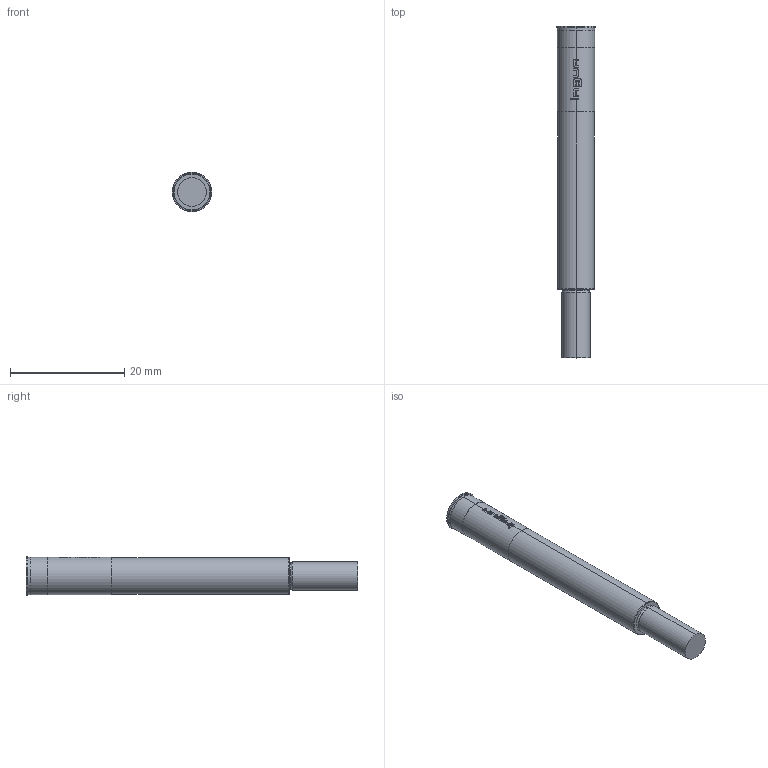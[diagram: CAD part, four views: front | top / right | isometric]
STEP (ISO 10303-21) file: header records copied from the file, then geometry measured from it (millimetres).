
FILE_DESCRIPTION (( 'STEP AP203' ), '1' );
FILE_NAME ('INGUN_KS-623_M5_M5-R.STEP', '2022-02-09T05:32:49', ( 'ochi' ), ( '' ), 'SwSTEP 2.0', 'SolidWorks 2018', '' );
FILE_SCHEMA (( 'CONFIG_CONTROL_DESIGN' ));
Length unit declared in the file: millimetre
Products named in the file (1): INGUN_KS-623_M5_M5-R
Bounding box: 6.9 x 58 x 6.9 mm (x, y, z)
Volume: 1751 mm3; surface area: 1204 mm2
Topology: 1 solids, 1 shells, 97 faces, 261 edges, 172 vertices
Faces by surface type: plane 47, bspline 22, cylinder 22, torus 6
Entity records: 3428 total; most frequent: CARTESIAN_POINT 1059, ORIENTED_EDGE 522, DIRECTION 421, EDGE_CURVE 261, VERTEX_POINT 172, AXIS2_PLACEMENT_3D 170, EDGE_LOOP 103, ADVANCED_FACE 97
